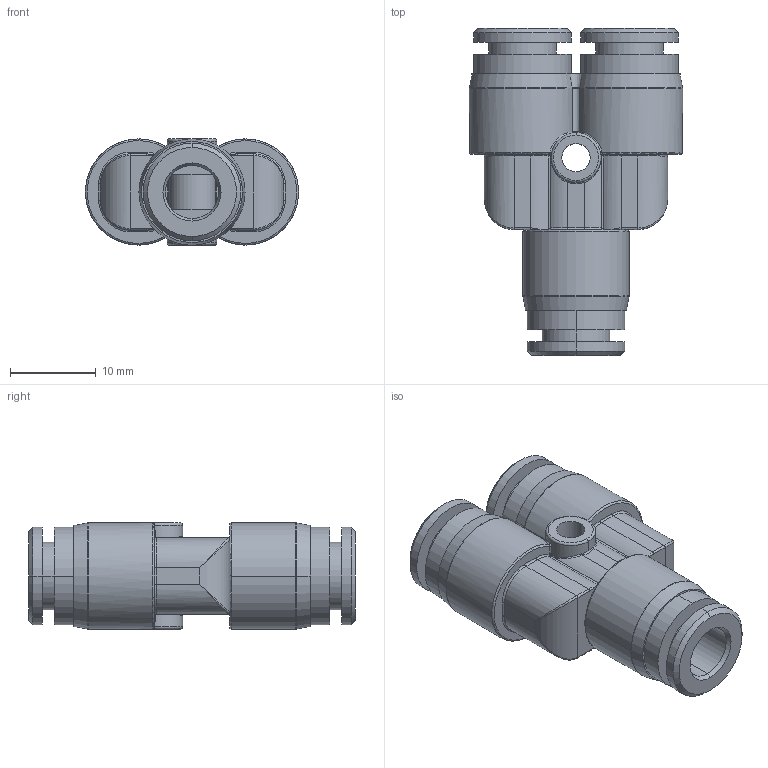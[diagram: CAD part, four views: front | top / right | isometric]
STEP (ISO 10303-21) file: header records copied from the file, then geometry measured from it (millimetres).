
FILE_DESCRIPTION((''),'2;1');
FILE_NAME('347610B_982P-6','2007-07-11T',('konstruktion'),(''),'PRO/ENGINEER BY PARAMETRIC TECHNOLOGY CORPORATION, 2006460','PRO/ENGINEER BY PARAMETRIC TECHNOLOGY CORPORATION, 2006460','');
FILE_SCHEMA(('CONFIG_CONTROL_DESIGN'));
Length unit declared in the file: millimetre
Products named in the file (1): 347610B_982P-6
Bounding box: 24.9 x 38.2 x 12.4 mm (x, y, z)
Volume: 4481.2 mm3; surface area: 4181.2 mm2
Topology: 1 solids, 1 shells, 206 faces, 496 edges, 296 vertices
Faces by surface type: cylinder 69, plane 51, bspline 36, torus 32, cone 18
Entity records: 7817 total; most frequent: CARTESIAN_POINT 3115, DIRECTION 996, ORIENTED_EDGE 984, EDGE_CURVE 492, AXIS2_PLACEMENT_3D 416, VERTEX_POINT 296, CIRCLE 246, EDGE_LOOP 220
